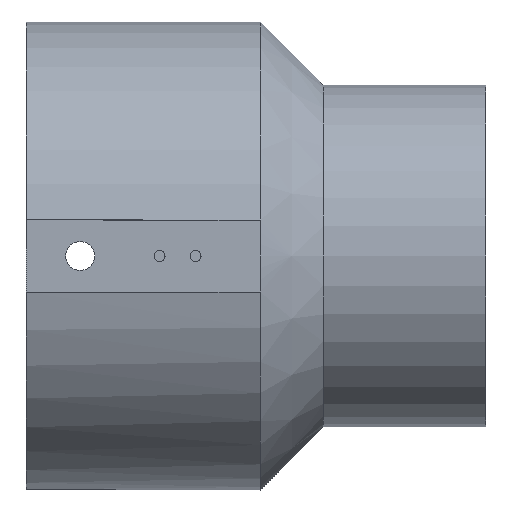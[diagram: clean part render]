
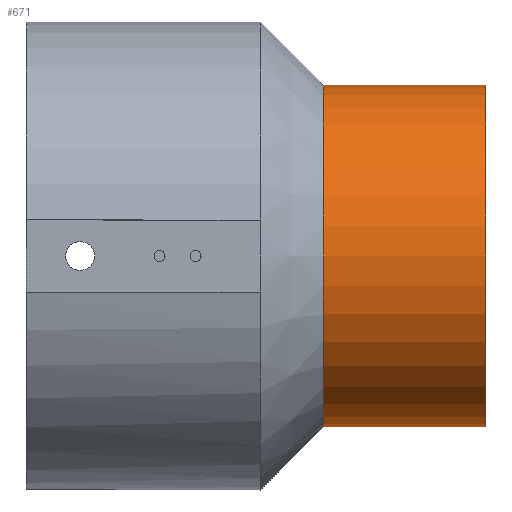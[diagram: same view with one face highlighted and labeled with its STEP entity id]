
A CAD part, left-side view. The second image highlights one B-rep face of the part: STEP entity #671.
In plain terms, the highlighted cylindrical face has radius 47.5 mm (diameter 95 mm), a partial arc.
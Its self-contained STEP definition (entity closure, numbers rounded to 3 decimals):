
#27 = FACE_OUTER_BOUND ( 'NONE', #1163, .T. ) ;
#66 = CIRCLE ( 'NONE', #192, 47.5 ) ;
#192 = AXIS2_PLACEMENT_3D ( 'NONE', #884, #1204, #425 ) ;
#197 = VERTEX_POINT ( 'NONE', #1176 ) ;
#222 = CARTESIAN_POINT ( 'NONE',  ( 0., -82.5, -47.5 ) ) ;
#232 = ORIENTED_EDGE ( 'NONE', *, *, #1041, .T. ) ;
#309 = CARTESIAN_POINT ( 'NONE',  ( 0., -127.679, -47.5 ) ) ;
#326 = CARTESIAN_POINT ( 'NONE',  ( 0., -82.5, 47.5 ) ) ;
#425 = DIRECTION ( 'NONE',  ( 0., 0., 1. ) ) ;
#444 = DIRECTION ( 'NONE',  ( 0., 1., 0. ) ) ;
#470 = LINE ( 'NONE', #1127, #576 ) ;
#480 = VECTOR ( 'NONE', #1097, 1000. ) ;
#503 = DIRECTION ( 'NONE',  ( 0., 1., 0. ) ) ;
#527 = CYLINDRICAL_SURFACE ( 'NONE', #1292, 47.5 ) ;
#549 = DIRECTION ( 'NONE',  ( 0., 0., 1. ) ) ;
#576 = VECTOR ( 'NONE', #609, 1000. ) ;
#609 = DIRECTION ( 'NONE',  ( 0., 1., 0. ) ) ;
#671 = ADVANCED_FACE ( 'NONE', ( #27 ), #527, .T. ) ;
#810 = ORIENTED_EDGE ( 'NONE', *, *, #848, .F. ) ;
#823 = LINE ( 'NONE', #1229, #480 ) ;
#848 = EDGE_CURVE ( 'NONE', #1043, #1203, #470, .T. ) ;
#884 = CARTESIAN_POINT ( 'NONE',  ( 0., -127.679, 0. ) ) ;
#915 = ORIENTED_EDGE ( 'NONE', *, *, #1119, .T. ) ;
#931 = EDGE_CURVE ( 'NONE', #1203, #1210, #1174, .T. ) ;
#1041 = EDGE_CURVE ( 'NONE', #1043, #197, #66, .T. ) ;
#1043 = VERTEX_POINT ( 'NONE', #309 ) ;
#1097 = DIRECTION ( 'NONE',  ( 0., 1., 0. ) ) ;
#1106 = DIRECTION ( 'NONE',  ( 0., 0., 1. ) ) ;
#1112 = CARTESIAN_POINT ( 'NONE',  ( 0., -82.5, 0. ) ) ;
#1119 = EDGE_CURVE ( 'NONE', #197, #1210, #823, .T. ) ;
#1127 = CARTESIAN_POINT ( 'NONE',  ( 0., 0., -47.5 ) ) ;
#1153 = CARTESIAN_POINT ( 'NONE',  ( 0., 0., 0. ) ) ;
#1163 = EDGE_LOOP ( 'NONE', ( #810, #232, #915, #1270 ) ) ;
#1174 = CIRCLE ( 'NONE', #1300, 47.5 ) ;
#1176 = CARTESIAN_POINT ( 'NONE',  ( 0., -127.679, 47.5 ) ) ;
#1203 = VERTEX_POINT ( 'NONE', #222 ) ;
#1204 = DIRECTION ( 'NONE',  ( 0., 1., 0. ) ) ;
#1210 = VERTEX_POINT ( 'NONE', #326 ) ;
#1229 = CARTESIAN_POINT ( 'NONE',  ( 0., 0., 47.5 ) ) ;
#1270 = ORIENTED_EDGE ( 'NONE', *, *, #931, .F. ) ;
#1292 = AXIS2_PLACEMENT_3D ( 'NONE', #1153, #444, #549 ) ;
#1300 = AXIS2_PLACEMENT_3D ( 'NONE', #1112, #503, #1106 ) ;
